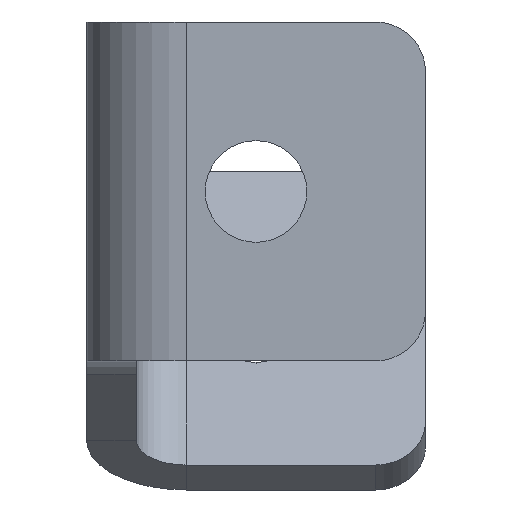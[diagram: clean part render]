
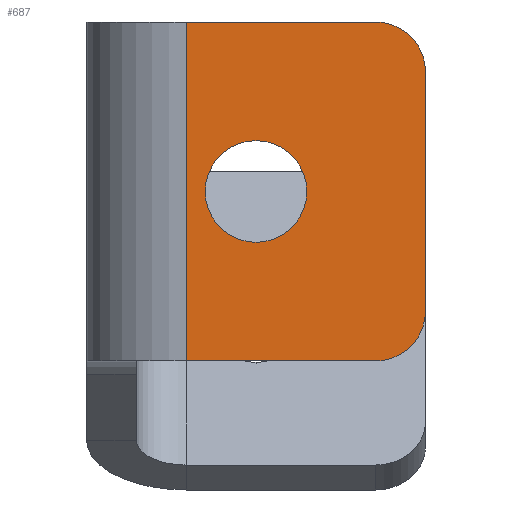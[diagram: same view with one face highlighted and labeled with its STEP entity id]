
A CAD part, front view. The second image highlights one B-rep face of the part: STEP entity #687.
In plain terms, the highlighted planar face has unit normal (0, -1, 0).
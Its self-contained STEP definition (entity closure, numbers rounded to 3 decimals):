
#20 = AXIS2_PLACEMENT_3D ( 'NONE', #478, #884, #720 ) ;
#71 = CARTESIAN_POINT ( 'NONE',  ( 17., 0., 14.5 ) ) ;
#90 = ORIENTED_EDGE ( 'NONE', *, *, #270, .F. ) ;
#94 = VERTEX_POINT ( 'NONE', #1000 ) ;
#108 = CARTESIAN_POINT ( 'NONE',  ( 8.5, 0., 8.5 ) ) ;
#110 = DIRECTION ( 'NONE',  ( 0., 0., -1. ) ) ;
#131 = VERTEX_POINT ( 'NONE', #675 ) ;
#147 = DIRECTION ( 'NONE',  ( 1., 0., 0. ) ) ;
#150 = AXIS2_PLACEMENT_3D ( 'NONE', #525, #686, #899 ) ;
#185 = DIRECTION ( 'NONE',  ( 0., 0., 1. ) ) ;
#187 = EDGE_CURVE ( 'NONE', #537, #254, #195, .T. ) ;
#193 = EDGE_CURVE ( 'NONE', #362, #453, #848, .T. ) ;
#195 = CIRCLE ( 'NONE', #245, 2.5 ) ;
#209 = VERTEX_POINT ( 'NONE', #71 ) ;
#220 = LINE ( 'NONE', #445, #279 ) ;
#245 = AXIS2_PLACEMENT_3D ( 'NONE', #613, #528, #698 ) ;
#247 = CIRCLE ( 'NONE', #20, 2.55 ) ;
#254 = VERTEX_POINT ( 'NONE', #538 ) ;
#256 = LINE ( 'NONE', #891, #579 ) ;
#270 = EDGE_CURVE ( 'NONE', #453, #209, #363, .T. ) ;
#279 = VECTOR ( 'NONE', #297, 1000. ) ;
#297 = DIRECTION ( 'NONE',  ( 1., 0., 0. ) ) ;
#335 = EDGE_CURVE ( 'NONE', #535, #94, #247, .T. ) ;
#362 = VERTEX_POINT ( 'NONE', #960 ) ;
#363 = CIRCLE ( 'NONE', #457, 2.5 ) ;
#380 = DIRECTION ( 'NONE',  ( 0., 1., 0. ) ) ;
#389 = ORIENTED_EDGE ( 'NONE', *, *, #515, .F. ) ;
#390 = DIRECTION ( 'NONE',  ( 0., 0., 1. ) ) ;
#420 = CARTESIAN_POINT ( 'NONE',  ( 17., 0., 17. ) ) ;
#428 = FACE_OUTER_BOUND ( 'NONE', #497, .T. ) ;
#445 = CARTESIAN_POINT ( 'NONE',  ( 0., 0., 0. ) ) ;
#448 = EDGE_CURVE ( 'NONE', #209, #537, #733, .T. ) ;
#453 = VERTEX_POINT ( 'NONE', #813 ) ;
#457 = AXIS2_PLACEMENT_3D ( 'NONE', #782, #380, #390 ) ;
#458 = CIRCLE ( 'NONE', #795, 2.55 ) ;
#478 = CARTESIAN_POINT ( 'NONE',  ( 8.5, 0., 8.5 ) ) ;
#479 = EDGE_CURVE ( 'NONE', #94, #535, #458, .T. ) ;
#491 = DIRECTION ( 'NONE',  ( 0., 0., 1. ) ) ;
#497 = EDGE_LOOP ( 'NONE', ( #738, #90, #739, #389, #732, #523 ) ) ;
#510 = ORIENTED_EDGE ( 'NONE', *, *, #479, .F. ) ;
#515 = EDGE_CURVE ( 'NONE', #131, #362, #256, .T. ) ;
#523 = ORIENTED_EDGE ( 'NONE', *, *, #187, .F. ) ;
#525 = CARTESIAN_POINT ( 'NONE',  ( 0., 0., 17. ) ) ;
#528 = DIRECTION ( 'NONE',  ( 0., 1., 0. ) ) ;
#533 = VECTOR ( 'NONE', #147, 1000. ) ;
#535 = VERTEX_POINT ( 'NONE', #974 ) ;
#537 = VERTEX_POINT ( 'NONE', #577 ) ;
#538 = CARTESIAN_POINT ( 'NONE',  ( 14.5, 0., 0. ) ) ;
#566 = DIRECTION ( 'NONE',  ( 0., -1., 0. ) ) ;
#577 = CARTESIAN_POINT ( 'NONE',  ( 17., 0., 2.5 ) ) ;
#579 = VECTOR ( 'NONE', #185, 1000. ) ;
#599 = VECTOR ( 'NONE', #110, 1000. ) ;
#613 = CARTESIAN_POINT ( 'NONE',  ( 14.5, 0., 2.5 ) ) ;
#618 = EDGE_CURVE ( 'NONE', #131, #254, #220, .T. ) ;
#672 = ORIENTED_EDGE ( 'NONE', *, *, #335, .F. ) ;
#675 = CARTESIAN_POINT ( 'NONE',  ( 5., 0., 0. ) ) ;
#685 = CARTESIAN_POINT ( 'NONE',  ( 0., 0., 17. ) ) ;
#686 = DIRECTION ( 'NONE',  ( 0., 1., 0. ) ) ;
#687 = ADVANCED_FACE ( 'NONE', ( #916, #428 ), #760, .F. ) ;
#698 = DIRECTION ( 'NONE',  ( 0., 0., 1. ) ) ;
#720 = DIRECTION ( 'NONE',  ( 0., 0., 1. ) ) ;
#732 = ORIENTED_EDGE ( 'NONE', *, *, #618, .T. ) ;
#733 = LINE ( 'NONE', #420, #599 ) ;
#738 = ORIENTED_EDGE ( 'NONE', *, *, #448, .F. ) ;
#739 = ORIENTED_EDGE ( 'NONE', *, *, #193, .F. ) ;
#760 = PLANE ( 'NONE',  #150 ) ;
#782 = CARTESIAN_POINT ( 'NONE',  ( 14.5, 0., 14.5 ) ) ;
#795 = AXIS2_PLACEMENT_3D ( 'NONE', #108, #566, #491 ) ;
#813 = CARTESIAN_POINT ( 'NONE',  ( 14.5, 0., 17. ) ) ;
#848 = LINE ( 'NONE', #685, #533 ) ;
#884 = DIRECTION ( 'NONE',  ( 0., -1., 0. ) ) ;
#891 = CARTESIAN_POINT ( 'NONE',  ( 5., 0., 17. ) ) ;
#899 = DIRECTION ( 'NONE',  ( 0., 0., 1. ) ) ;
#916 = FACE_BOUND ( 'NONE', #975, .T. ) ;
#960 = CARTESIAN_POINT ( 'NONE',  ( 5., 0., 17. ) ) ;
#974 = CARTESIAN_POINT ( 'NONE',  ( 8.5, 0., 11.05 ) ) ;
#975 = EDGE_LOOP ( 'NONE', ( #672, #510 ) ) ;
#1000 = CARTESIAN_POINT ( 'NONE',  ( 8.5, 0., 5.95 ) ) ;
